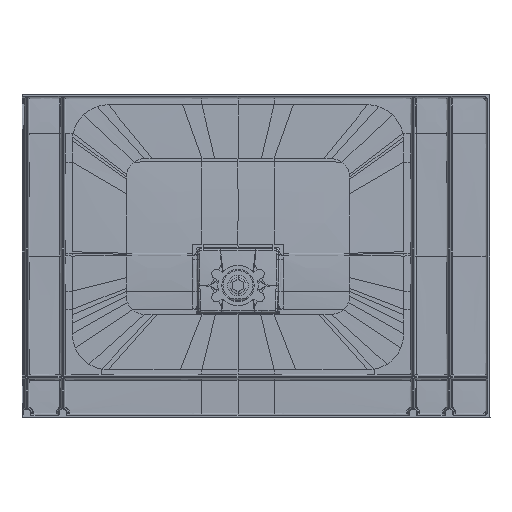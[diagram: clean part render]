
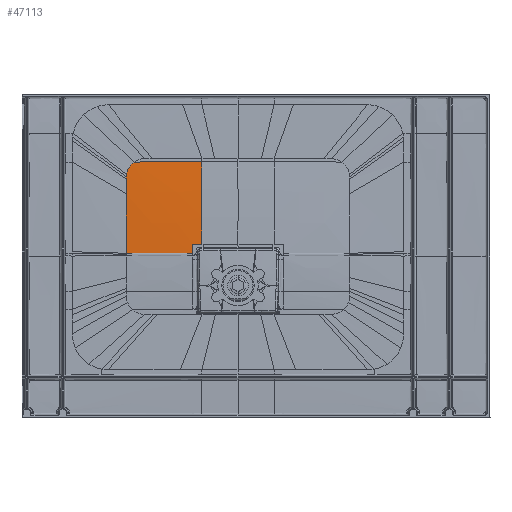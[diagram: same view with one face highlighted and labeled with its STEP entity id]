
A CAD part, front view. The second image highlights one B-rep face of the part: STEP entity #47113.
In plain terms, the highlighted free-form (B-spline) face has degree [3, 3] with [4, 4] control points.
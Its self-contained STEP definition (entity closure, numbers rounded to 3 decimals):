
#8883=CARTESIAN_POINT('',(-125.149,-27.928,
95.151));
#8884=CARTESIAN_POINT('',(-125.149,-27.889,
103.507));
#8885=CARTESIAN_POINT('',(-125.147,-27.83,
111.862));
#8886=CARTESIAN_POINT('',(-125.147,-27.751,
120.217));
#8888=CARTESIAN_POINT('',(-125.147,-27.751,
120.217));
#8889=CARTESIAN_POINT('',(-116.788,-27.789,
120.217));
#8890=CARTESIAN_POINT('',(-108.428,-27.807,
120.219));
#8891=CARTESIAN_POINT('',(-100.068,-27.807,
120.219));
#10496=CARTESIAN_POINT('',(-100.082,-20.62,
348.832));
#10497=CARTESIAN_POINT('',(-162.897,-20.62,
348.832));
#10498=CARTESIAN_POINT('',(-225.702,-20.219,
348.739));
#10499=CARTESIAN_POINT('',(-288.49,-19.534,
348.59));
#10532=CARTESIAN_POINT('',(-309.999,-24.164,
95.157));
#10533=CARTESIAN_POINT('',(-309.997,-24.071,
113.476));
#10534=CARTESIAN_POINT('',(-309.995,-23.771,
150.122));
#10535=CARTESIAN_POINT('',(-309.996,-22.983,
205.108));
#10536=CARTESIAN_POINT('',(-309.998,-22.233,
241.777));
#10537=CARTESIAN_POINT('',(-310.,-21.802,
260.114));
#10539=CARTESIAN_POINT('',(-310.,-21.802,
260.114));
#10540=CARTESIAN_POINT('',(-309.996,-21.695,
264.661));
#10541=CARTESIAN_POINT('',(-309.99,-21.475,
273.717));
#10542=CARTESIAN_POINT('',(-310.014,-21.127,
287.194));
#10543=CARTESIAN_POINT('',(-310.006,-20.884,
296.107));
#10544=CARTESIAN_POINT('',(-310.,-20.76,
300.545));
#10546=CARTESIAN_POINT('',(-310.,-20.76,
300.545));
#10547=CARTESIAN_POINT('',(-309.999,-20.738,
301.32));
#10548=CARTESIAN_POINT('',(-309.998,-20.695,
302.869));
#10549=CARTESIAN_POINT('',(-310.002,-20.629,
305.187));
#10550=CARTESIAN_POINT('',(-310.001,-20.585,
306.73));
#10551=CARTESIAN_POINT('',(-310.,-20.563,
307.5));
#10553=CARTESIAN_POINT('',(-310.,-20.563,
307.5));
#10554=CARTESIAN_POINT('',(-309.999,-20.541,
308.262));
#10555=CARTESIAN_POINT('',(-309.965,-20.497,
309.785));
#10556=CARTESIAN_POINT('',(-309.808,-20.434,
312.066));
#10557=CARTESIAN_POINT('',(-309.635,-20.392,
313.578));
#10558=CARTESIAN_POINT('',(-309.53,-20.372,
314.333));
#10560=CARTESIAN_POINT('',(-309.53,-20.372,
314.333));
#10561=CARTESIAN_POINT('',(-309.389,-20.344,
315.36));
#10562=CARTESIAN_POINT('',(-309.047,-20.289,
317.385));
#10563=CARTESIAN_POINT('',(-308.381,-20.213,
320.293));
#10564=CARTESIAN_POINT('',(-307.529,-20.137,
323.2));
#10565=CARTESIAN_POINT('',(-306.525,-20.066,
325.99));
#10566=CARTESIAN_POINT('',(-305.359,-19.998,
328.717));
#10567=CARTESIAN_POINT('',(-304.044,-19.933,
331.343));
#10568=CARTESIAN_POINT('',(-302.592,-19.872,
333.857));
#10569=CARTESIAN_POINT('',(-300.996,-19.813,
336.277));
#10570=CARTESIAN_POINT('',(-299.261,-19.759,
338.593));
#10571=CARTESIAN_POINT('',(-297.391,-19.707,
340.801));
#10572=CARTESIAN_POINT('',(-295.4,-19.659,
342.892));
#10573=CARTESIAN_POINT('',(-293.238,-19.613,
344.912));
#10574=CARTESIAN_POINT('',(-290.989,-19.572,
346.782));
#10575=CARTESIAN_POINT('',(-289.343,-19.546,
347.998));
#10576=CARTESIAN_POINT('',(-288.49,-19.534,
348.59));
#10586=CARTESIAN_POINT('',(-309.999,-24.164,
95.157));
#10587=CARTESIAN_POINT('',(-248.409,-26.395,
95.171));
#10588=CARTESIAN_POINT('',(-186.782,-27.658,
95.155));
#10589=CARTESIAN_POINT('',(-125.149,-27.928,
95.151));
#10616=CARTESIAN_POINT('',(-99.254,5162.979,
71.42));
#10617=DIRECTION('',(-1.,0.,0.));
#10618=DIRECTION('',(0.,-1.,0.009));
#10619=AXIS2_PLACEMENT_3D('',#10616,#10617,#10618);
#19455=CARTESIAN_POINT('',(-310.,-20.563,
307.5));
#19457=VERTEX_POINT('',#19455);
#19458=CARTESIAN_POINT('',(-309.53,-20.372,
314.333));
#19459=VERTEX_POINT('',#19458);
#19461=CARTESIAN_POINT('',(-288.49,-19.534,
348.59));
#19462=VERTEX_POINT('',#19461);
#19581=CARTESIAN_POINT('',(-309.999,-24.164,
95.157));
#19582=VERTEX_POINT('',#19581);
#19583=CARTESIAN_POINT('',(-310.,-21.802,
260.114));
#19584=VERTEX_POINT('',#19583);
#19586=CARTESIAN_POINT('',(-310.,-20.76,
300.545));
#19587=VERTEX_POINT('',#19586);
#19588=VERTEX_POINT('',#10589);
#19589=CARTESIAN_POINT('',(-100.075,-27.807,
120.219));
#19590=CARTESIAN_POINT('',(-100.075,-20.619,
348.832));
#19591=VERTEX_POINT('',#19589);
#19592=VERTEX_POINT('',#19590);
#19593=VERTEX_POINT('',#8888);
#47082=CARTESIAN_POINT('',(-311.991,-19.18,
351.064));
#47083=CARTESIAN_POINT('',(-312.221,-22.042,
264.962));
#47084=CARTESIAN_POINT('',(-312.352,-23.677,
178.794));
#47085=CARTESIAN_POINT('',(-312.384,-24.09,
92.621));
#47086=CARTESIAN_POINT('',(-240.669,-20.005,
351.25));
#47087=CARTESIAN_POINT('',(-240.85,-23.971,
265.11));
#47088=CARTESIAN_POINT('',(-240.941,-26.205,
178.876));
#47089=CARTESIAN_POINT('',(-240.944,-26.709,
92.637));
#47090=CARTESIAN_POINT('',(-169.324,-20.492,
351.369));
#47091=CARTESIAN_POINT('',(-169.424,-25.16,
265.197));
#47092=CARTESIAN_POINT('',(-169.467,-27.67,
178.908));
#47093=CARTESIAN_POINT('',(-169.455,-28.019,
92.612));
#47094=CARTESIAN_POINT('',(-97.969,-20.482,
351.367));
#47095=CARTESIAN_POINT('',(-97.966,-25.136,
265.196));
#47096=CARTESIAN_POINT('',(-97.965,-27.641,
178.908));
#47097=CARTESIAN_POINT('',(-97.965,-27.993,
92.613));
#47098=B_SPLINE_SURFACE_WITH_KNOTS('',3,3,((#47082,#47083,#47084,#47085),
(#47086,#47087,#47088,#47089),(#47090,#47091,#47092,#47093),(#47094,#47095,
#47096,#47097)),.UNSPECIFIED.,.F.,.F.,.F.,(4,4),(4,4),(0.457,
1.005),(0.226,0.985),.UNSPECIFIED.);
#47100=ORIENTED_EDGE('',*,*,#47099,.F.);
#47101=ORIENTED_EDGE('',*,*,#44899,.T.);
#47102=ORIENTED_EDGE('',*,*,#44934,.T.);
#47103=ORIENTED_EDGE('',*,*,#44969,.T.);
#47104=ORIENTED_EDGE('',*,*,#45004,.T.);
#47105=ORIENTED_EDGE('',*,*,#45039,.T.);
#47106=ORIENTED_EDGE('',*,*,#47075,.F.);
#47108=ORIENTED_EDGE('',*,*,#47107,.F.);
#47109=ORIENTED_EDGE('',*,*,#43823,.F.);
#47110=ORIENTED_EDGE('',*,*,#43821,.F.);
#47111=EDGE_LOOP('',(#47100,#47101,#47102,#47103,#47104,#47105,#47106,#47108,
#47109,#47110));
#47112=FACE_OUTER_BOUND('',#47111,.F.);
#47113=ADVANCED_FACE('',(#47112),#47098,.F.);
#8887=B_SPLINE_CURVE_WITH_KNOTS('',3,(#8883,#8884,#8885,#8886),.UNSPECIFIED.,
.F.,.F.,(4,4),(0.,1.),.UNSPECIFIED.);
#8892=B_SPLINE_CURVE_WITH_KNOTS('',3,(#8888,#8889,#8890,#8891),.UNSPECIFIED.,
.F.,.F.,(4,4),(0.,1.),.UNSPECIFIED.);
#10500=B_SPLINE_CURVE_WITH_KNOTS('',3,(#10496,#10497,#10498,#10499),
.UNSPECIFIED.,.F.,.F.,(4,4),(0.,1.),.UNSPECIFIED.);
#10538=B_SPLINE_CURVE_WITH_KNOTS('',3,(#10532,#10533,#10534,#10535,#10536,
#10537),.UNSPECIFIED.,.F.,.F.,(4,1,1,4),(0.,0.333,
0.667,1.),.UNSPECIFIED.);
#10545=B_SPLINE_CURVE_WITH_KNOTS('',3,(#10539,#10540,#10541,#10542,#10543,
#10544),.UNSPECIFIED.,.F.,.F.,(4,1,1,4),(0.,0.333,
0.667,1.),.UNSPECIFIED.);
#10552=B_SPLINE_CURVE_WITH_KNOTS('',3,(#10546,#10547,#10548,#10549,#10550,
#10551),.UNSPECIFIED.,.F.,.F.,(4,1,1,4),(0.,0.333,
0.667,1.),.UNSPECIFIED.);
#10559=B_SPLINE_CURVE_WITH_KNOTS('',3,(#10553,#10554,#10555,#10556,#10557,
#10558),.UNSPECIFIED.,.F.,.F.,(4,1,1,4),(0.,0.333,
0.667,1.),.UNSPECIFIED.);
#10577=B_SPLINE_CURVE_WITH_KNOTS('',3,(#10560,#10561,#10562,#10563,#10564,
#10565,#10566,#10567,#10568,#10569,#10570,#10571,#10572,#10573,#10574,#10575,
#10576),.UNSPECIFIED.,.F.,.F.,(4,1,1,1,1,1,1,1,1,1,1,1,1,1,4),(0.,
0.071,0.143,0.214,0.286,
0.357,0.429,0.5,0.571,0.643,
0.714,0.786,0.857,0.929,1.),
.UNSPECIFIED.);
#10590=B_SPLINE_CURVE_WITH_KNOTS('',3,(#10586,#10587,#10588,#10589),
.UNSPECIFIED.,.F.,.F.,(4,4),(0.,1.),.UNSPECIFIED.);
#10620=CIRCLE('',#10619,5191.015);
#43821=EDGE_CURVE('',#19588,#19593,#8887,.T.);
#43823=EDGE_CURVE('',#19593,#19591,#8892,.T.);
#44899=EDGE_CURVE('',#19582,#19584,#10538,.T.);
#44934=EDGE_CURVE('',#19584,#19587,#10545,.T.);
#44969=EDGE_CURVE('',#19587,#19457,#10552,.T.);
#45004=EDGE_CURVE('',#19457,#19459,#10559,.T.);
#45039=EDGE_CURVE('',#19459,#19462,#10577,.T.);
#47075=EDGE_CURVE('',#19592,#19462,#10500,.T.);
#47099=EDGE_CURVE('',#19582,#19588,#10590,.T.);
#47107=EDGE_CURVE('',#19591,#19592,#10620,.T.);
